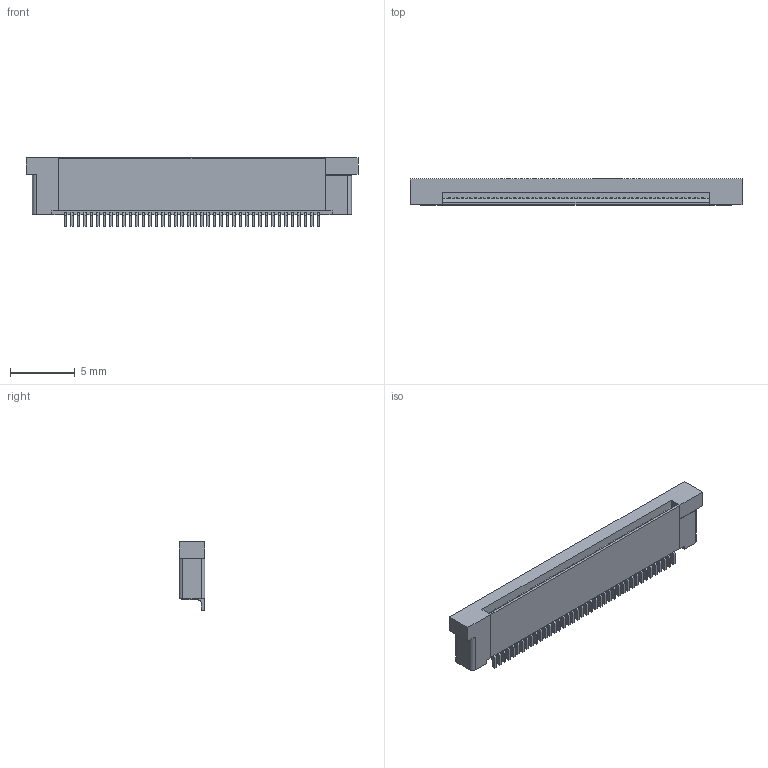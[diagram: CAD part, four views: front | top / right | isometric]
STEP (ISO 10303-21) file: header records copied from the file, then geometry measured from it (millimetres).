
FILE_DESCRIPTION(('STEP AP242'),'1');
FILE_NAME('x05b20l40t.stp','2021-09-16T06:03:48',('TraceParts'),('TraceParts S.A.'),'Spatial InterOp 3D',' ',' ');
FILE_SCHEMA(('AP242_MANAGED_MODEL_BASED_3D_ENGINEERING_MIM_LF {1 0 10303 442 1 1 4}'));
Length unit declared in the file: millimetre
Products named in the file (1): x05b20l40t
Bounding box: 25.6 x 2 x 5.3 mm (x, y, z)
Volume: 206.3 mm3; surface area: 521.3 mm2
Topology: 1 solids, 1 shells, 1201 faces, 3373 edges, 2194 vertices
Faces by surface type: plane 1031, cylinder 170
Entity records: 38010 total; most frequent: CARTESIAN_POINT 6769, ORIENTED_EDGE 6746, DIRECTION 6117, EDGE_CURVE 3373, LINE 3033, VECTOR 3033, VERTEX_POINT 2194, AXIS2_PLACEMENT_3D 1542
